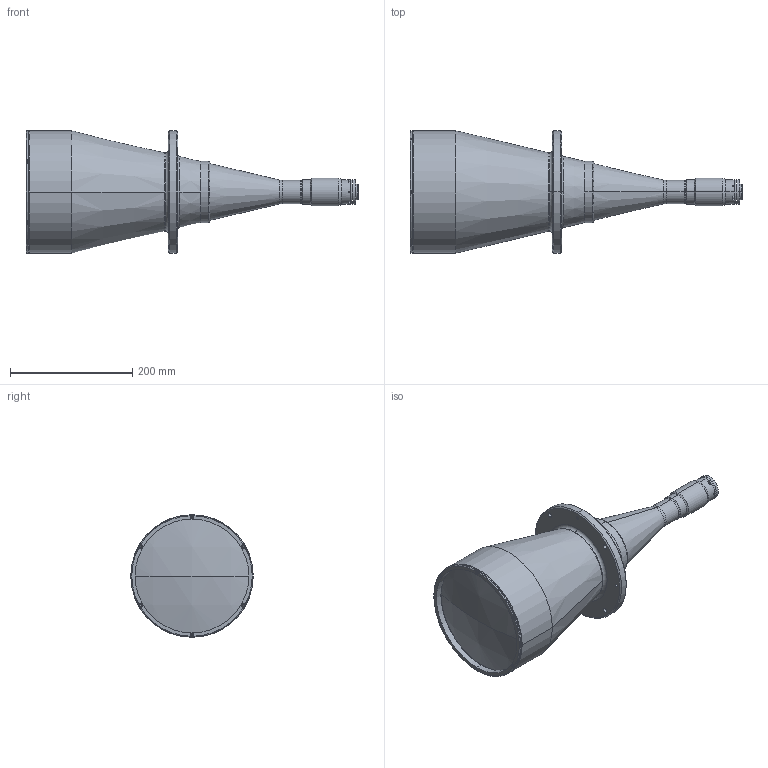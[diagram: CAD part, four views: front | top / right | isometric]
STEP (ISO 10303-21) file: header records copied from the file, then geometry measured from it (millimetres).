
FILE_DESCRIPTION (( 'STEP AP203' ), '1' );
FILE_NAME ('DP71447_TC4MHR144-C.step', '2021-10-06T08:31:38', ( '' ), ( '' ), 'SwSTEP 2.0', 'SolidWorks 2021', '' );
FILE_SCHEMA (( 'CONFIG_CONTROL_DESIGN' ));
Length unit declared in the file: millimetre
Products named in the file (1): DP71447_TC4MHR144-C
Bounding box: 542.16 x 200 x 200 mm (x, y, z)
Surface area: 293529.9 mm2 (no closed solid volume)
Topology: 0 solids, 24 shells, 230 faces, 668 edges, 458 vertices
Faces by surface type: plane 85, cylinder 79, torus 32, cone 32, sphere 2
Entity records: 7989 total; most frequent: CARTESIAN_POINT 1661, DIRECTION 1421, ORIENTED_EDGE 1116, EDGE_CURVE 664, AXIS2_PLACEMENT_3D 556, VERTEX_POINT 458, CIRCLE 325, VECTOR 309
